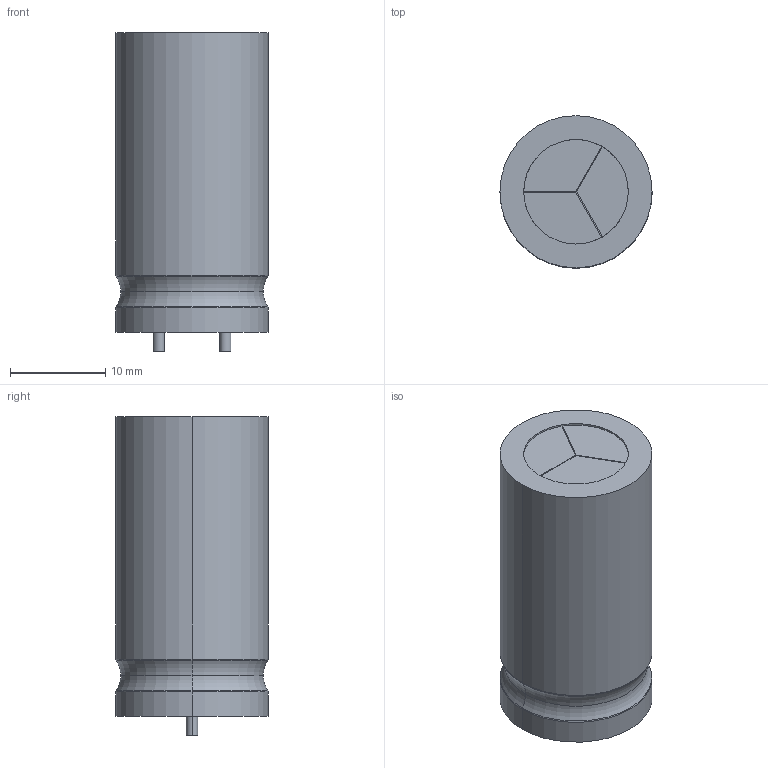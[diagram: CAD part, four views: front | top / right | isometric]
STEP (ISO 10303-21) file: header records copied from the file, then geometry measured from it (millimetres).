
FILE_DESCRIPTION (( 'STEP AP214' ), '1' );
FILE_NAME ('RAB16-31-7.STEP', '2012-04-02T16:54:49', ( '微软用户' ), ( '微软中国' ), 'SwSTEP 2.0', 'SolidWorks 2011', '' );
FILE_SCHEMA (( 'AUTOMOTIVE_DESIGN' ));
Length unit declared in the file: millimetre
Products named in the file (1): RAB16-31-7
Bounding box: 16 x 16 x 33.5 mm (x, y, z)
Volume: 6261.5 mm3; surface area: 2036.8 mm2
Topology: 1 solids, 1 shells, 47 faces, 107 edges, 68 vertices
Faces by surface type: plane 26, cylinder 13, torus 8
Entity records: 1521 total; most frequent: DIRECTION 255, CARTESIAN_POINT 223, ORIENTED_EDGE 214, EDGE_CURVE 107, AXIS2_PLACEMENT_3D 100, VERTEX_POINT 68, VECTOR 55, LINE 55
